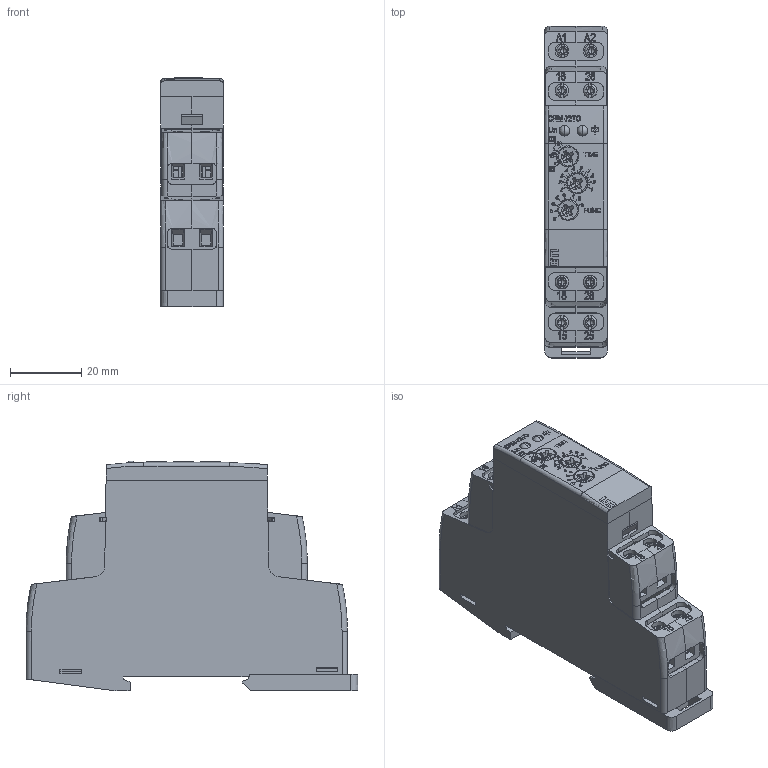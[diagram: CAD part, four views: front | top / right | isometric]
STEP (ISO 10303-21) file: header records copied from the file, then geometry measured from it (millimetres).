
FILE_DESCRIPTION((''),'2;1');
FILE_NAME('CRM-72TO_ETI_ASM','2024-10-15T12:01:40',('klemen.sitar'),('Audax d.o.o.'),'CREO PARAMETRIC BY PTC INC, 2021304','CREO PARAMETRIC BY PTC INC, 2021304','');
FILE_SCHEMA(('AP242_MANAGED_MODEL_BASED_3D_ENGINEERING_MIM_LF { 1 0 10303 442 1 1 4 }'));
Products named in the file (21): BREP_1-2542; BREP_1-2543; BREP_1; BREP_4; BREP_5; BREP_6; BREP_7; BREP_8; BREP_9; BREP_10; BREP_12; PE_1110_11; BREP_14; BREP_15; BREP_16; BREP_17; IP; PRT0008; PRT0009; PRT0010; CRM-72TO_ETI_ASM
Assembly tree (20 placements, depth 2):
  CRM-72TO_ETI_ASM
    BREP_1-2542
    BREP_1-2543
    BREP_1
    BREP_4
    BREP_5
    BREP_6
    BREP_7
    BREP_8
    BREP_9
    BREP_10
    BREP_12
    PE_1110_11
    BREP_14
    BREP_15
    BREP_16
    BREP_17
    IP
    PRT0008
    PRT0009
    PRT0010
Bounding box: 17.6 x 92.95 x 64.4 mm (x, y, z)
Volume: 23977.1 mm3; surface area: 38104.2 mm2
Topology: 16 solids, 159 shells, 1647 faces, 6675 edges, 6399 vertices
Faces by surface type: plane 1113, cylinder 258, bspline 105, cone 74, torus 44, sphere 35, extrusion 18
Entity records: 115457 total; most frequent: CARTESIAN_POINT 32000, ORIENTED_EDGE 9457, DIRECTION 8861, PRESENTATION_STYLE_ASSIGNMENT 8491, STYLED_ITEM 8491, CURVE_STYLE 6685, EDGE_CURVE 5380, VECTOR 4035
